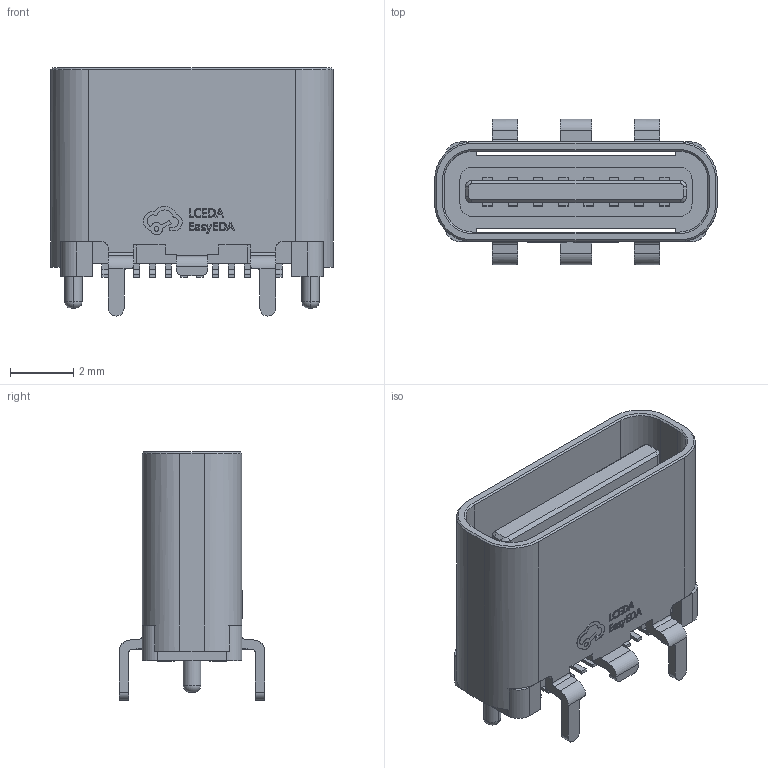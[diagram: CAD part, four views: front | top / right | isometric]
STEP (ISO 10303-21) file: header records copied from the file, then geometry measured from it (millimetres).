
FILE_DESCRIPTION (( 'STEP AP214' ), '1' );
FILE_NAME ('USB-C-SMD_GT-USB-7052_1.STEP', '2023-02-16T13:12:34', ( '' ), ( '' ), 'SwSTEP 2.0', 'SolidWorks 2020', '' );
FILE_SCHEMA (( 'AUTOMOTIVE_DESIGN' ));
Length unit declared in the file: millimetre
Products named in the file (1): USB-C-SMD_GT-USB-7052_1
Bounding box: 8.94 x 4.6 x 7.85 mm (x, y, z)
Volume: 88.3 mm3; surface area: 482.3 mm2
Topology: 18 solids, 18 shells, 741 faces, 1941 edges, 1282 vertices
Faces by surface type: plane 509, cylinder 118, bspline 98, cone 12, torus 4
Entity records: 31568 total; most frequent: CARTESIAN_POINT 5421, ORIENTED_EDGE 3882, DIRECTION 3267, EDGE_CURVE 1941, LINE 1483, VECTOR 1483, VERTEX_POINT 1282, AXIS2_PLACEMENT_3D 892
